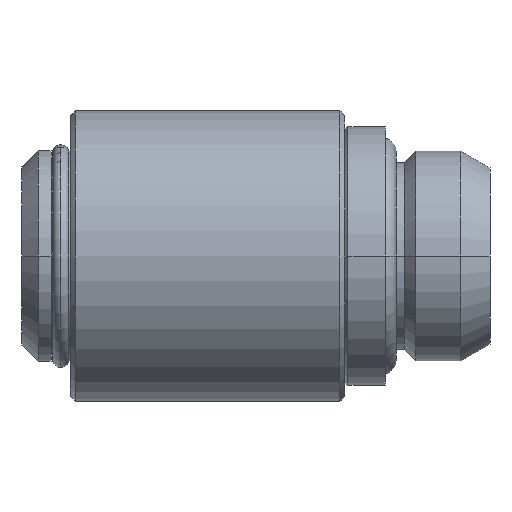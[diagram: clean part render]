
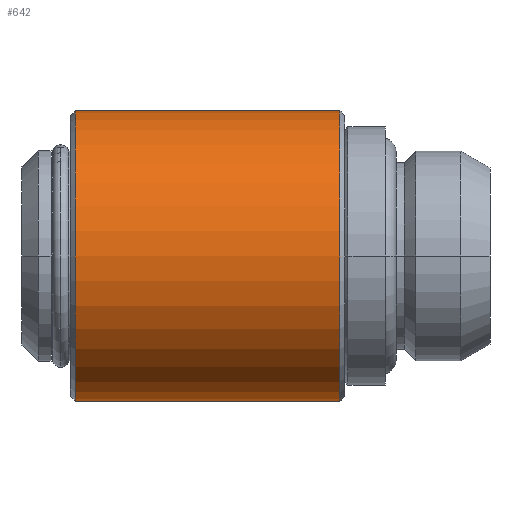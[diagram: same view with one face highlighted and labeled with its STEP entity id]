
A CAD part, left-side view. The second image highlights one B-rep face of the part: STEP entity #642.
In plain terms, the highlighted cylindrical face has radius 9 mm (diameter 18 mm), a partial arc.
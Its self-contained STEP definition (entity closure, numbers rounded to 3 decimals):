
#364 = VERTEX_POINT ( 'NONE', #1390 ) ;
#384 = VERTEX_POINT ( 'NONE', #1447 ) ;
#387 = VERTEX_POINT ( 'NONE', #1508 ) ;
#414 = VERTEX_POINT ( 'NONE', #1556 ) ;
#454 = EDGE_CURVE ( 'NONE', #364, #414, #1737, .T. ) ;
#460 = EDGE_CURVE ( 'NONE', #384, #387, #1770, .T. ) ;
#627 = EDGE_CURVE ( 'NONE', #414, #387, #2582, .T. ) ;
#642 = ADVANCED_FACE ( 'NONE', ( #3147 ), #3137, .T. ) ;
#643 = ORIENTED_EDGE ( 'NONE', *, *, #454, .F. ) ;
#671 = EDGE_LOOP ( 'NONE', ( #643, #683, #676, #699 ) ) ;
#676 = ORIENTED_EDGE ( 'NONE', *, *, #460, .T. ) ;
#683 = ORIENTED_EDGE ( 'NONE', *, *, #698, .T. ) ;
#698 = EDGE_CURVE ( 'NONE', #364, #384, #3122, .T. ) ;
#699 = ORIENTED_EDGE ( 'NONE', *, *, #627, .F. ) ;
#1390 = CARTESIAN_POINT ( 'NONE',  ( 0., 25.7, 9. ) ) ;
#1447 = CARTESIAN_POINT ( 'NONE',  ( 0., 25.7, -9. ) ) ;
#1508 = CARTESIAN_POINT ( 'NONE',  ( 0., 9.3, -9. ) ) ;
#1556 = CARTESIAN_POINT ( 'NONE',  ( 0., 9.3, 9. ) ) ;
#1733 = CARTESIAN_POINT ( 'NONE',  ( 0., 7.619, 9. ) ) ;
#1737 = LINE ( 'NONE', #1733, #1760 ) ;
#1760 = VECTOR ( 'NONE', #1792, 1000. ) ;
#1769 = CARTESIAN_POINT ( 'NONE',  ( 0., 7.619, -9. ) ) ;
#1770 = LINE ( 'NONE', #1769, #1786 ) ;
#1785 = DIRECTION ( 'NONE',  ( 0., -1., 0. ) ) ;
#1786 = VECTOR ( 'NONE', #1785, 1000. ) ;
#1792 = DIRECTION ( 'NONE',  ( 0., -1., 0. ) ) ;
#2564 = CARTESIAN_POINT ( 'NONE',  ( 0., 9.3, 0. ) ) ;
#2579 = DIRECTION ( 'NONE',  ( 0., 0., -1. ) ) ;
#2580 = DIRECTION ( 'NONE',  ( 0., -1., 0. ) ) ;
#2581 = AXIS2_PLACEMENT_3D ( 'NONE', #2564, #2580, #2579 ) ;
#2582 = CIRCLE ( 'NONE', #2581, 9. ) ;
#3111 = DIRECTION ( 'NONE',  ( 0., 0., -1. ) ) ;
#3112 = DIRECTION ( 'NONE',  ( 0., -1., 0. ) ) ;
#3113 = AXIS2_PLACEMENT_3D ( 'NONE', #3121, #3112, #3111 ) ;
#3117 = DIRECTION ( 'NONE',  ( 0., 0., -1. ) ) ;
#3118 = DIRECTION ( 'NONE',  ( 0., -1., 0. ) ) ;
#3121 = CARTESIAN_POINT ( 'NONE',  ( 0., 25.7, 0. ) ) ;
#3122 = CIRCLE ( 'NONE', #3113, 9. ) ;
#3137 = CYLINDRICAL_SURFACE ( 'NONE', #3139, 9. ) ;
#3138 = CARTESIAN_POINT ( 'NONE',  ( 0., 7.619, 0. ) ) ;
#3139 = AXIS2_PLACEMENT_3D ( 'NONE', #3138, #3118, #3117 ) ;
#3147 = FACE_OUTER_BOUND ( 'NONE', #671, .T. ) ;
